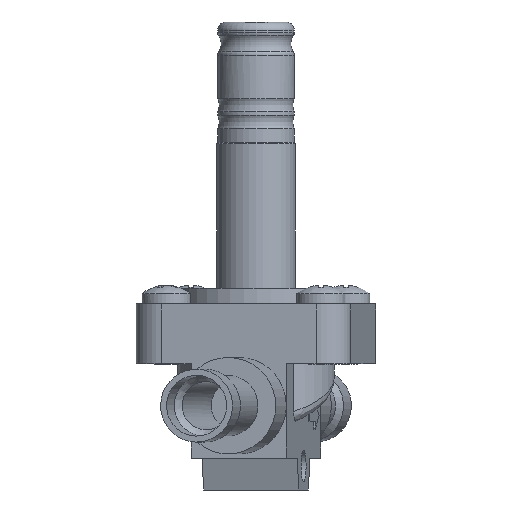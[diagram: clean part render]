
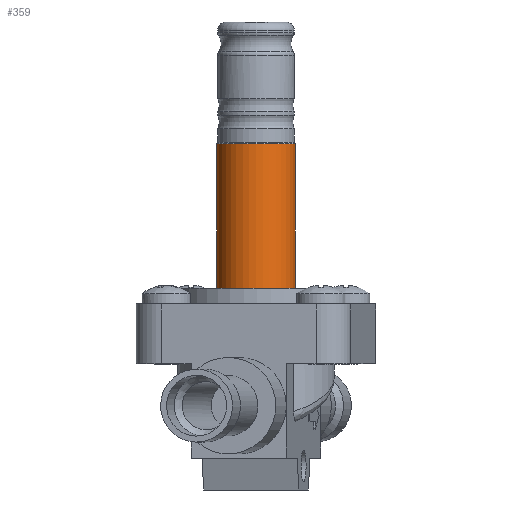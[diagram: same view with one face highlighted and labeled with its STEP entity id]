
A CAD part, front view. The second image highlights one B-rep face of the part: STEP entity #359.
In plain terms, the highlighted cylindrical face has radius 6.55 mm (diameter 13.1 mm), a full revolution.
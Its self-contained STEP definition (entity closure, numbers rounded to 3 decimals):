
#309=CARTESIAN_POINT('',(-20.462,-7.89,51.4));
#310=DIRECTION('',(0.,0.,-1.));
#311=DIRECTION('',(0.,1.,0.));
#312=AXIS2_PLACEMENT_3D('',#309,#310,#311);
#313=CYLINDRICAL_SURFACE('',#312,6.55);
#314=CARTESIAN_POINT('',(-20.462,-1.34,56.9));
#315=VERTEX_POINT('',#314);
#316=CARTESIAN_POINT('',(-20.462,-1.34,80.9));
#317=VERTEX_POINT('',#316);
#318=CARTESIAN_POINT('',(-20.462,-1.34,56.9));
#319=DIRECTION('',(-0.,-0.,1.));
#320=VECTOR('',#319,24.);
#321=LINE('',#318,#320);
#322=EDGE_CURVE('',#315,#317,#321,.T.);
#323=ORIENTED_EDGE('',*,*,#322,.T.);
#324=CARTESIAN_POINT('',(-20.462,-14.44,80.9));
#325=VERTEX_POINT('',#324);
#326=CARTESIAN_POINT('',(-20.462,-7.89,80.9));
#327=DIRECTION('',(0.,0.,-1.));
#328=DIRECTION('',(0.,1.,0.));
#329=AXIS2_PLACEMENT_3D('',#326,#327,#328);
#330=CIRCLE('',#329,6.55);
#331=EDGE_CURVE('NONE',#317,#325,#330,.T.);
#332=ORIENTED_EDGE('',*,*,#331,.T.);
#333=CARTESIAN_POINT('',(-20.462,-7.89,80.9));
#334=DIRECTION('',(0.,0.,-1.));
#335=DIRECTION('',(0.,1.,0.));
#336=AXIS2_PLACEMENT_3D('',#333,#334,#335);
#337=CIRCLE('',#336,6.55);
#338=EDGE_CURVE('NONE',#325,#317,#337,.T.);
#339=ORIENTED_EDGE('',*,*,#338,.T.);
#340=ORIENTED_EDGE('',*,*,#322,.F.);
#341=CARTESIAN_POINT('',(-27.012,-7.89,56.9));
#342=VERTEX_POINT('',#341);
#343=CARTESIAN_POINT('',(-20.462,-7.89,56.9));
#344=DIRECTION('',(-0.,-0.,1.));
#345=DIRECTION('',(-1.,0.,0.));
#346=AXIS2_PLACEMENT_3D('',#343,#344,#345);
#347=CIRCLE('',#346,6.55);
#348=EDGE_CURVE('NONE',#315,#342,#347,.T.);
#349=ORIENTED_EDGE('',*,*,#348,.T.);
#350=CARTESIAN_POINT('',(-20.462,-7.89,56.9));
#351=DIRECTION('',(-0.,-0.,1.));
#352=DIRECTION('',(-1.,0.,0.));
#353=AXIS2_PLACEMENT_3D('',#350,#351,#352);
#354=CIRCLE('',#353,6.55);
#355=EDGE_CURVE('NONE',#342,#315,#354,.T.);
#356=ORIENTED_EDGE('',*,*,#355,.T.);
#357=EDGE_LOOP('',(#323,#332,#339,#340,#349,#356));
#358=FACE_BOUND('',#357,.T.);
#359=ADVANCED_FACE('',(#358),#313,.T.);
